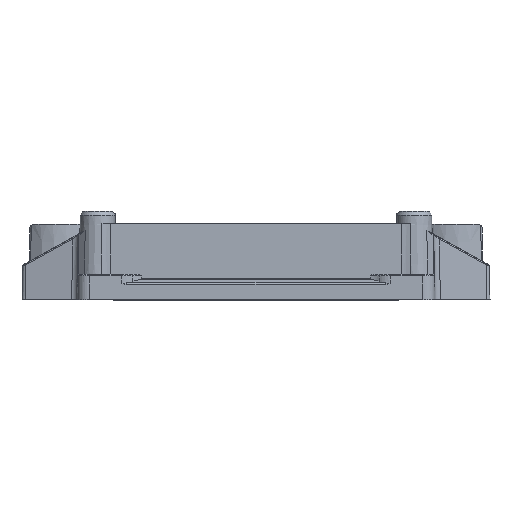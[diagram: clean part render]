
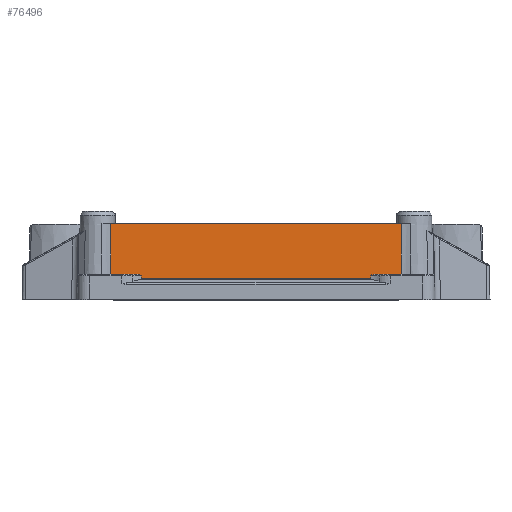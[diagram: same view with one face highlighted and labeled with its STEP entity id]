
A CAD part, front view. The second image highlights one B-rep face of the part: STEP entity #76496.
In plain terms, the highlighted planar face has unit normal (0, -1, 0.018).
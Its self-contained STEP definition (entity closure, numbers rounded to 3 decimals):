
#1303=PLANE('',#80770);
#5384=B_SPLINE_CURVE_WITH_KNOTS('',3,(#107012,#107013,#107014,#107015),
 .UNSPECIFIED.,.F.,.F.,(4,4),(0.001,0.001),
 .UNSPECIFIED.);
#5385=B_SPLINE_CURVE_WITH_KNOTS('',3,(#107020,#107021,#107022,#107023),
 .UNSPECIFIED.,.F.,.F.,(4,4),(0.,0.001),
 .UNSPECIFIED.);
#5386=B_SPLINE_CURVE_WITH_KNOTS('',3,(#107025,#107026,#107027,#107028,#107029,
#107030,#107031,#107032),.UNSPECIFIED.,.F.,.F.,(4,1,1,1,1,4),(0.,
0.,0.,0.,0.001,
0.001),.UNSPECIFIED.);
#5387=B_SPLINE_CURVE_WITH_KNOTS('',3,(#107036,#107037,#107038,#107039),
 .UNSPECIFIED.,.F.,.F.,(4,4),(0.,0.007),.UNSPECIFIED.);
#5388=B_SPLINE_CURVE_WITH_KNOTS('',3,(#107040,#107041,#107042,#107043),
 .UNSPECIFIED.,.F.,.F.,(4,4),(0.,0.007),
 .UNSPECIFIED.);
#5389=B_SPLINE_CURVE_WITH_KNOTS('',3,(#107047,#107048,#107049,#107050,#107051,
#107052,#107053),.UNSPECIFIED.,.F.,.F.,(4,1,1,1,4),(0.,0.,
0.001,0.001,0.001),
 .UNSPECIFIED.);
#7624=ORIENTED_EDGE('',*,*,#23559,.F.);
#7625=ORIENTED_EDGE('',*,*,#23560,.T.);
#7626=ORIENTED_EDGE('',*,*,#23561,.F.);
#7627=ORIENTED_EDGE('',*,*,#23562,.T.);
#7628=ORIENTED_EDGE('',*,*,#23563,.T.);
#7629=ORIENTED_EDGE('',*,*,#23564,.T.);
#7630=ORIENTED_EDGE('',*,*,#22016,.F.);
#7631=ORIENTED_EDGE('',*,*,#23565,.T.);
#7632=ORIENTED_EDGE('',*,*,#23566,.F.);
#7633=ORIENTED_EDGE('',*,*,#23567,.T.);
#22016=EDGE_CURVE('',#30036,#30037,#34692,.T.);
#23559=EDGE_CURVE('',#31494,#31495,#5384,.T.);
#23560=EDGE_CURVE('',#31494,#31496,#35432,.T.);
#23561=EDGE_CURVE('',#31497,#31496,#5385,.T.);
#23562=EDGE_CURVE('',#31497,#31498,#5386,.T.);
#23563=EDGE_CURVE('',#31498,#31499,#35433,.T.);
#23564=EDGE_CURVE('',#31499,#30037,#5387,.T.);
#23565=EDGE_CURVE('',#30036,#31500,#5388,.T.);
#23566=EDGE_CURVE('',#31501,#31500,#35434,.T.);
#23567=EDGE_CURVE('',#31501,#31495,#5389,.T.);
#30036=VERTEX_POINT('',#103360);
#30037=VERTEX_POINT('',#103362);
#31494=VERTEX_POINT('',#107016);
#31495=VERTEX_POINT('',#107017);
#31496=VERTEX_POINT('',#107019);
#31497=VERTEX_POINT('',#107024);
#31498=VERTEX_POINT('',#107033);
#31499=VERTEX_POINT('',#107035);
#31500=VERTEX_POINT('',#107044);
#31501=VERTEX_POINT('',#107046);
#34692=LINE('',#103361,#39864);
#35432=LINE('',#107018,#40604);
#35433=LINE('',#107034,#40605);
#35434=LINE('',#107045,#40606);
#39864=VECTOR('',#86230,1000.);
#40604=VECTOR('',#88538,1000.);
#40605=VECTOR('',#88539,1000.);
#40606=VECTOR('',#88540,1000.);
#45109=EDGE_LOOP('',(#7624,#7625,#7626,#7627,#7628,#7629,#7630,#7631,#7632,
#7633));
#48705=FACE_BOUND('',#45109,.T.);
#76496=ADVANCED_FACE('',(#48705),#1303,.T.);
#80770=AXIS2_PLACEMENT_3D('',#107011,#88536,#88537);
#86230=DIRECTION('',(1.,0.,0.));
#88536=DIRECTION('',(0.,-1.,0.017));
#88537=DIRECTION('',(0.,-0.017,-1.));
#88538=DIRECTION('',(1.,0.,0.));
#88539=DIRECTION('',(1.,0.,0.));
#88540=DIRECTION('',(-1.,0.,0.));
#103360=CARTESIAN_POINT('',(-19.525,-27.653,10.2));
#103361=CARTESIAN_POINT('',(-26.5,-27.653,10.2));
#103362=CARTESIAN_POINT('',(19.525,-27.653,10.2));
#107011=CARTESIAN_POINT('',(-26.5,-27.78,2.9));
#107012=CARTESIAN_POINT('',(-15.378,-27.781,2.822));
#107013=CARTESIAN_POINT('',(-15.379,-27.779,2.949));
#107014=CARTESIAN_POINT('',(-15.379,-27.777,3.076));
#107015=CARTESIAN_POINT('',(-15.379,-27.775,3.203));
#107016=CARTESIAN_POINT('',(-15.378,-27.781,2.822));
#107017=CARTESIAN_POINT('',(-15.379,-27.775,3.203));
#107018=CARTESIAN_POINT('',(-26.5,-27.781,2.822));
#107019=CARTESIAN_POINT('',(15.378,-27.781,2.822));
#107020=CARTESIAN_POINT('',(15.379,-27.775,3.203));
#107021=CARTESIAN_POINT('',(15.379,-27.777,3.076));
#107022=CARTESIAN_POINT('',(15.379,-27.779,2.949));
#107023=CARTESIAN_POINT('',(15.378,-27.781,2.822));
#107024=CARTESIAN_POINT('',(15.379,-27.775,3.203));
#107025=CARTESIAN_POINT('',(15.379,-27.775,3.203));
#107026=CARTESIAN_POINT('',(15.379,-27.774,3.235));
#107027=CARTESIAN_POINT('',(15.441,-27.773,3.274));
#107028=CARTESIAN_POINT('',(15.55,-27.773,3.32));
#107029=CARTESIAN_POINT('',(15.702,-27.772,3.361));
#107030=CARTESIAN_POINT('',(15.882,-27.771,3.392));
#107031=CARTESIAN_POINT('',(16.005,-27.771,3.4));
#107032=CARTESIAN_POINT('',(16.067,-27.771,3.4));
#107033=CARTESIAN_POINT('',(16.067,-27.771,3.4));
#107034=CARTESIAN_POINT('',(-26.5,-27.771,3.4));
#107035=CARTESIAN_POINT('',(19.511,-27.771,3.4));
#107036=CARTESIAN_POINT('',(19.511,-27.771,3.4));
#107037=CARTESIAN_POINT('',(19.516,-27.732,5.667));
#107038=CARTESIAN_POINT('',(19.521,-27.692,7.933));
#107039=CARTESIAN_POINT('',(19.525,-27.653,10.2));
#107040=CARTESIAN_POINT('',(-19.525,-27.653,10.2));
#107041=CARTESIAN_POINT('',(-19.521,-27.692,7.933));
#107042=CARTESIAN_POINT('',(-19.516,-27.732,5.667));
#107043=CARTESIAN_POINT('',(-19.511,-27.771,3.4));
#107044=CARTESIAN_POINT('',(-19.511,-27.771,3.4));
#107045=CARTESIAN_POINT('',(-26.5,-27.771,3.4));
#107046=CARTESIAN_POINT('',(-16.067,-27.771,3.4));
#107047=CARTESIAN_POINT('',(-16.067,-27.771,3.4));
#107048=CARTESIAN_POINT('',(-15.944,-27.771,3.4));
#107049=CARTESIAN_POINT('',(-15.762,-27.772,3.377));
#107050=CARTESIAN_POINT('',(-15.549,-27.773,3.32));
#107051=CARTESIAN_POINT('',(-15.44,-27.773,3.273));
#107052=CARTESIAN_POINT('',(-15.379,-27.774,3.235));
#107053=CARTESIAN_POINT('',(-15.379,-27.775,3.203));
